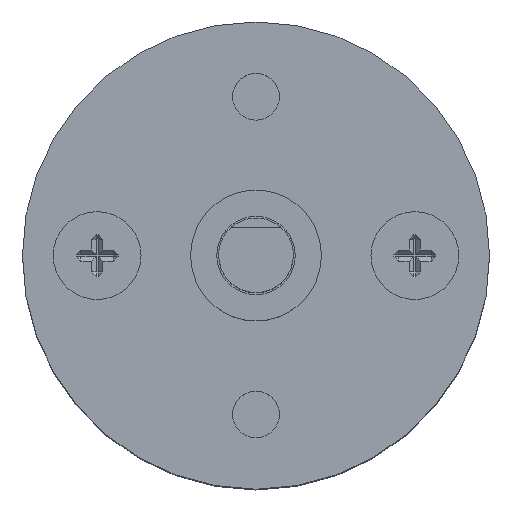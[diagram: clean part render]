
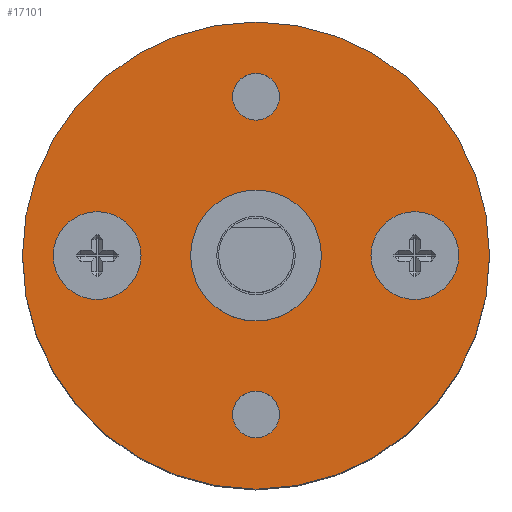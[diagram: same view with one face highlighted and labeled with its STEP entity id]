
A CAD part, top view. The second image highlights one B-rep face of the part: STEP entity #17101.
In plain terms, the highlighted planar face has unit normal (0, 0, 1).
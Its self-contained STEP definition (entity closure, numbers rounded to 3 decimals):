
#134 = VERTEX_POINT ( 'NONE', #24051 ) ;
#461 = DIRECTION ( 'NONE',  ( -1., 0., 0. ) ) ;
#786 = CIRCLE ( 'NONE', #24789, 2.35 ) ;
#1324 = CIRCLE ( 'NONE', #3921, 1.25 ) ;
#1853 = DIRECTION ( 'NONE',  ( 0., 0., -1. ) ) ;
#1900 = DIRECTION ( 'NONE',  ( 1., 0., 0. ) ) ;
#1920 = CIRCLE ( 'NONE', #2859, 2.35 ) ;
#2194 = CARTESIAN_POINT ( 'NONE',  ( 30.875, 8.5, 18.375 ) ) ;
#2242 = AXIS2_PLACEMENT_3D ( 'NONE', #7135, #14087, #3062 ) ;
#2374 = EDGE_CURVE ( 'NONE', #12340, #9617, #16588, .T. ) ;
#2470 = EDGE_CURVE ( 'NONE', #16039, #19020, #11802, .T. ) ;
#2485 = DIRECTION ( 'NONE',  ( 0., 0., 1. ) ) ;
#2712 = CARTESIAN_POINT ( 'NONE',  ( 22.375, 0., 18.375 ) ) ;
#2713 = PLANE ( 'NONE',  #3039 ) ;
#2859 = AXIS2_PLACEMENT_3D ( 'NONE', #11068, #15543, #4584 ) ;
#3039 = AXIS2_PLACEMENT_3D ( 'NONE', #5231, #25189, #25004 ) ;
#3062 = DIRECTION ( 'NONE',  ( 1., 0., 0. ) ) ;
#3081 = EDGE_LOOP ( 'NONE', ( #26021, #15763 ) ) ;
#3129 = AXIS2_PLACEMENT_3D ( 'NONE', #13506, #13424, #461 ) ;
#3174 = ORIENTED_EDGE ( 'NONE', *, *, #23863, .F. ) ;
#3185 = CARTESIAN_POINT ( 'NONE',  ( 41.725, 0., 18.375 ) ) ;
#3326 = DIRECTION ( 'NONE',  ( 0., 0., -1. ) ) ;
#3358 = ORIENTED_EDGE ( 'NONE', *, *, #8473, .F. ) ;
#3550 = FACE_BOUND ( 'NONE', #23545, .T. ) ;
#3656 = DIRECTION ( 'NONE',  ( -1., 0., 0. ) ) ;
#3853 = VERTEX_POINT ( 'NONE', #22278 ) ;
#3921 = AXIS2_PLACEMENT_3D ( 'NONE', #2194, #28220, #1900 ) ;
#4584 = DIRECTION ( 'NONE',  ( 1., 0., 0. ) ) ;
#4868 = DIRECTION ( 'NONE',  ( -1., 0., 0. ) ) ;
#4894 = AXIS2_PLACEMENT_3D ( 'NONE', #19710, #2485, #13313 ) ;
#5083 = EDGE_CURVE ( 'NONE', #9617, #12340, #1920, .T. ) ;
#5117 = ORIENTED_EDGE ( 'NONE', *, *, #6808, .T. ) ;
#5231 = CARTESIAN_POINT ( 'NONE',  ( 30.875, 0., 18.375 ) ) ;
#6808 = EDGE_CURVE ( 'NONE', #24125, #134, #786, .T. ) ;
#7135 = CARTESIAN_POINT ( 'NONE',  ( 30.875, 8.5, 18.375 ) ) ;
#7192 = ORIENTED_EDGE ( 'NONE', *, *, #14415, .T. ) ;
#7538 = EDGE_LOOP ( 'NONE', ( #27672, #13306 ) ) ;
#7623 = CARTESIAN_POINT ( 'NONE',  ( 30.875, 0., 18.375 ) ) ;
#7696 = AXIS2_PLACEMENT_3D ( 'NONE', #27649, #3326, #11996 ) ;
#8172 = CARTESIAN_POINT ( 'NONE',  ( 18.375, 0., 18.375 ) ) ;
#8193 = AXIS2_PLACEMENT_3D ( 'NONE', #2712, #13533, #4868 ) ;
#8473 = EDGE_CURVE ( 'NONE', #19020, #16039, #25958, .T. ) ;
#9106 = ORIENTED_EDGE ( 'NONE', *, *, #2470, .F. ) ;
#9356 = FACE_OUTER_BOUND ( 'NONE', #23957, .T. ) ;
#9554 = CIRCLE ( 'NONE', #16580, 3.5 ) ;
#9575 = AXIS2_PLACEMENT_3D ( 'NONE', #7623, #18505, #9733 ) ;
#9617 = VERTEX_POINT ( 'NONE', #3185 ) ;
#9733 = DIRECTION ( 'NONE',  ( -1., 0., 0. ) ) ;
#10153 = CARTESIAN_POINT ( 'NONE',  ( 32.125, 8.5, 18.375 ) ) ;
#11068 = CARTESIAN_POINT ( 'NONE',  ( 39.375, 0., 18.375 ) ) ;
#11416 = FACE_BOUND ( 'NONE', #11670, .T. ) ;
#11670 = EDGE_LOOP ( 'NONE', ( #11771, #17760 ) ) ;
#11771 = ORIENTED_EDGE ( 'NONE', *, *, #21768, .F. ) ;
#11802 = CIRCLE ( 'NONE', #7696, 12.5 ) ;
#11996 = DIRECTION ( 'NONE',  ( -1., 0., 0. ) ) ;
#12168 = CARTESIAN_POINT ( 'NONE',  ( 39.375, 0., 18.375 ) ) ;
#12340 = VERTEX_POINT ( 'NONE', #26257 ) ;
#12416 = CARTESIAN_POINT ( 'NONE',  ( 22.375, 0., 18.375 ) ) ;
#12711 = DIRECTION ( 'NONE',  ( -1., 0., 0. ) ) ;
#13170 = CIRCLE ( 'NONE', #8193, 2.35 ) ;
#13306 = ORIENTED_EDGE ( 'NONE', *, *, #16233, .F. ) ;
#13313 = DIRECTION ( 'NONE',  ( 1., 0., 0. ) ) ;
#13424 = DIRECTION ( 'NONE',  ( 0., 0., -1. ) ) ;
#13506 = CARTESIAN_POINT ( 'NONE',  ( 30.875, 0., 18.375 ) ) ;
#13509 = CARTESIAN_POINT ( 'NONE',  ( 30.875, -8.5, 18.375 ) ) ;
#13533 = DIRECTION ( 'NONE',  ( 0., 0., -1. ) ) ;
#14087 = DIRECTION ( 'NONE',  ( 0., 0., 1. ) ) ;
#14415 = EDGE_CURVE ( 'NONE', #134, #24125, #13170, .T. ) ;
#15085 = AXIS2_PLACEMENT_3D ( 'NONE', #13509, #17550, #15718 ) ;
#15158 = CARTESIAN_POINT ( 'NONE',  ( 43.375, 0., 18.375 ) ) ;
#15295 = CARTESIAN_POINT ( 'NONE',  ( 32.125, -8.5, 18.375 ) ) ;
#15338 = CIRCLE ( 'NONE', #9575, 3.5 ) ;
#15543 = DIRECTION ( 'NONE',  ( 0., 0., 1. ) ) ;
#15718 = DIRECTION ( 'NONE',  ( 1., 0., 0. ) ) ;
#15763 = ORIENTED_EDGE ( 'NONE', *, *, #2374, .F. ) ;
#16039 = VERTEX_POINT ( 'NONE', #15158 ) ;
#16233 = EDGE_CURVE ( 'NONE', #3853, #18504, #22628, .T. ) ;
#16580 = AXIS2_PLACEMENT_3D ( 'NONE', #19292, #26091, #12711 ) ;
#16588 = CIRCLE ( 'NONE', #22107, 2.35 ) ;
#16913 = ORIENTED_EDGE ( 'NONE', *, *, #26975, .F. ) ;
#17101 = ADVANCED_FACE ( 'NONE', ( #26086, #27482, #28175, #11416, #3550, #9356 ), #2713, .F. ) ;
#17550 = DIRECTION ( 'NONE',  ( 0., 0., 1. ) ) ;
#17760 = ORIENTED_EDGE ( 'NONE', *, *, #24462, .F. ) ;
#18504 = VERTEX_POINT ( 'NONE', #15295 ) ;
#18505 = DIRECTION ( 'NONE',  ( 0., 0., 1. ) ) ;
#18756 = DIRECTION ( 'NONE',  ( 1., 0., 0. ) ) ;
#18800 = EDGE_LOOP ( 'NONE', ( #5117, #7192 ) ) ;
#19020 = VERTEX_POINT ( 'NONE', #8172 ) ;
#19085 = EDGE_CURVE ( 'NONE', #18504, #3853, #21151, .T. ) ;
#19292 = CARTESIAN_POINT ( 'NONE',  ( 30.875, 0., 18.375 ) ) ;
#19710 = CARTESIAN_POINT ( 'NONE',  ( 30.875, -8.5, 18.375 ) ) ;
#21151 = CIRCLE ( 'NONE', #4894, 1.25 ) ;
#21768 = EDGE_CURVE ( 'NONE', #27642, #25949, #25422, .T. ) ;
#22012 = CARTESIAN_POINT ( 'NONE',  ( 24.725, 0., 18.375 ) ) ;
#22107 = AXIS2_PLACEMENT_3D ( 'NONE', #12168, #27363, #18756 ) ;
#22278 = CARTESIAN_POINT ( 'NONE',  ( 29.625, -8.5, 18.375 ) ) ;
#22628 = CIRCLE ( 'NONE', #15085, 1.25 ) ;
#23545 = EDGE_LOOP ( 'NONE', ( #16913, #3174 ) ) ;
#23789 = CARTESIAN_POINT ( 'NONE',  ( 29.625, 8.5, 18.375 ) ) ;
#23863 = EDGE_CURVE ( 'NONE', #25179, #24212, #15338, .T. ) ;
#23957 = EDGE_LOOP ( 'NONE', ( #9106, #3358 ) ) ;
#24051 = CARTESIAN_POINT ( 'NONE',  ( 20.025, 0., 18.375 ) ) ;
#24125 = VERTEX_POINT ( 'NONE', #22012 ) ;
#24212 = VERTEX_POINT ( 'NONE', #25345 ) ;
#24462 = EDGE_CURVE ( 'NONE', #25949, #27642, #1324, .T. ) ;
#24789 = AXIS2_PLACEMENT_3D ( 'NONE', #12416, #1853, #3656 ) ;
#25004 = DIRECTION ( 'NONE',  ( -1., 0., 0. ) ) ;
#25179 = VERTEX_POINT ( 'NONE', #25718 ) ;
#25189 = DIRECTION ( 'NONE',  ( 0., 0., -1. ) ) ;
#25345 = CARTESIAN_POINT ( 'NONE',  ( 27.375, 0., 18.375 ) ) ;
#25422 = CIRCLE ( 'NONE', #2242, 1.25 ) ;
#25718 = CARTESIAN_POINT ( 'NONE',  ( 34.375, 0., 18.375 ) ) ;
#25949 = VERTEX_POINT ( 'NONE', #23789 ) ;
#25958 = CIRCLE ( 'NONE', #3129, 12.5 ) ;
#26021 = ORIENTED_EDGE ( 'NONE', *, *, #5083, .F. ) ;
#26086 = FACE_BOUND ( 'NONE', #18800, .T. ) ;
#26091 = DIRECTION ( 'NONE',  ( 0., 0., 1. ) ) ;
#26257 = CARTESIAN_POINT ( 'NONE',  ( 37.025, 0., 18.375 ) ) ;
#26975 = EDGE_CURVE ( 'NONE', #24212, #25179, #9554, .T. ) ;
#27363 = DIRECTION ( 'NONE',  ( 0., 0., 1. ) ) ;
#27482 = FACE_BOUND ( 'NONE', #3081, .T. ) ;
#27642 = VERTEX_POINT ( 'NONE', #10153 ) ;
#27649 = CARTESIAN_POINT ( 'NONE',  ( 30.875, 0., 18.375 ) ) ;
#27672 = ORIENTED_EDGE ( 'NONE', *, *, #19085, .F. ) ;
#28175 = FACE_BOUND ( 'NONE', #7538, .T. ) ;
#28220 = DIRECTION ( 'NONE',  ( 0., 0., 1. ) ) ;
